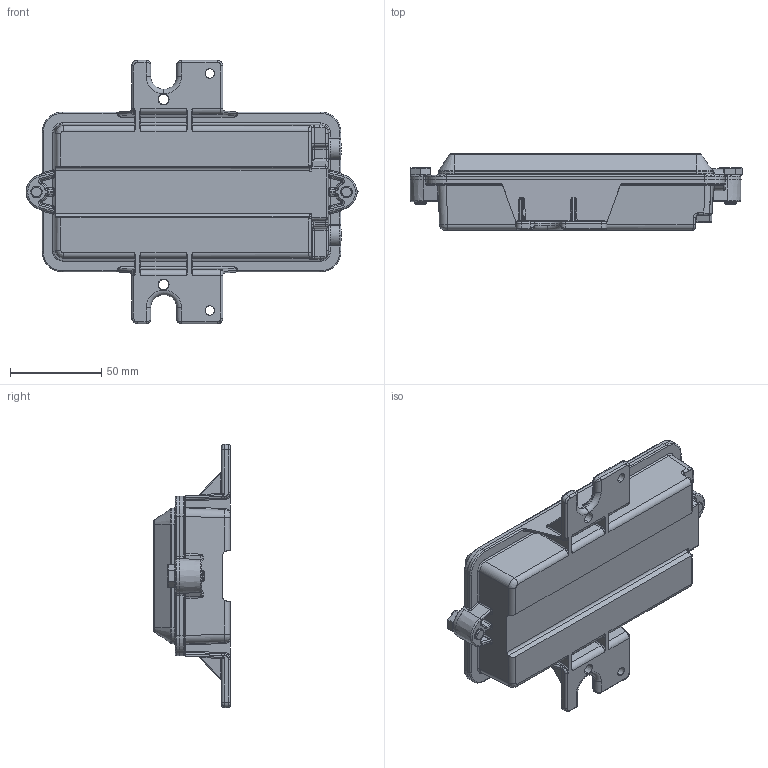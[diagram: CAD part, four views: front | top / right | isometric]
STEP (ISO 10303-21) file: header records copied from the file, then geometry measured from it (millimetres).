
FILE_DESCRIPTION (( 'STEP AP214' ), '1' );
FILE_NAME ('HT-NO-ALPU-GBEP-E.STEP', '2019-01-17T17:55:05', ( '' ), ( '' ), 'SwSTEP 2.0', 'SolidWorks 2018', '' );
FILE_SCHEMA (( 'AUTOMOTIVE_DESIGN' ));
Length unit declared in the file: inch
Products named in the file (13): 2003-3452; 1000-1585; 2004-149-AL; 2004-173-1; HT-NO-ALPU-GBEP-E; 4100-1600; 2102-478
Assembly tree (7 placements, depth 3):
  2004-173-1
  HT-NO-ALPU-GBEP-E
    1000-1585
      2004-173-1
      2004-149-AL
      2102-478  x2
      4100-1600
    2003-3452
  2004-149-AL
  2003-3452
  4100-1600
Bounding box: 182.03 x 41.86 x 144.46 mm (x, y, z)
Volume: 123185 mm3; surface area: 115554.4 mm2
Topology: 7 solids, 7 shells, 3379 faces, 8557 edges, 5345 vertices
Faces by surface type: plane 1646, bspline 773, cylinder 659, torus 127, cone 114, sphere 60
Entity records: 135893 total; most frequent: CARTESIAN_POINT 54167, ORIENTED_EDGE 16660, DIRECTION 12976, EDGE_CURVE 8330, LINE 5318, VECTOR 5318, VERTEX_POINT 5257, AXIS2_PLACEMENT_3D 3829
